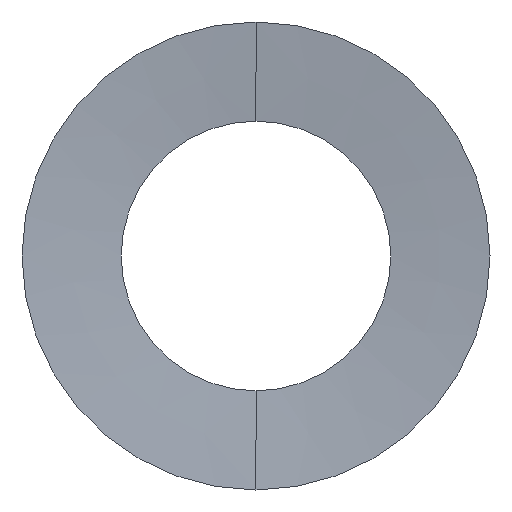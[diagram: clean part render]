
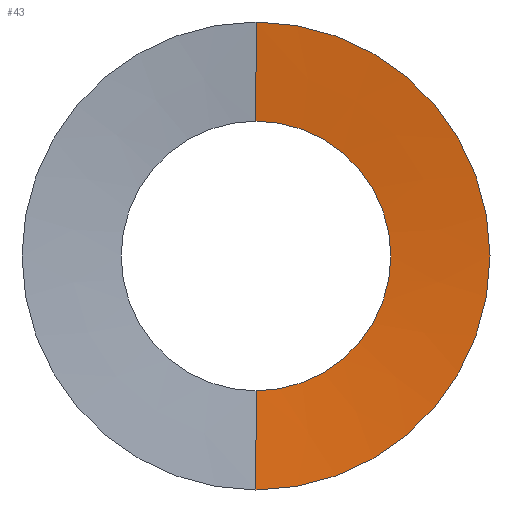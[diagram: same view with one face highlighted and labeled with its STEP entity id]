
A CAD part, left-side view. The second image highlights one B-rep face of the part: STEP entity #43.
In plain terms, the highlighted conical face has half-angle 84.211 degrees and reference radius 4.6 mm.
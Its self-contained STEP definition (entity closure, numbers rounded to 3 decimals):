
#4 = CARTESIAN_POINT ( 'NONE',  ( -0.65, 0., 4.6 ) ) ;
#6 = ORIENTED_EDGE ( 'NONE', *, *, #252, .F. ) ;
#10 = CARTESIAN_POINT ( 'NONE',  ( -0.65, 0., -4.6 ) ) ;
#26 = VECTOR ( 'NONE', #148, 1000. ) ;
#32 = ORIENTED_EDGE ( 'NONE', *, *, #143, .T. ) ;
#34 = CARTESIAN_POINT ( 'NONE',  ( -0.65, 0., 0. ) ) ;
#43 = ADVANCED_FACE ( 'NONE', ( #136 ), #247, .F. ) ;
#53 = AXIS2_PLACEMENT_3D ( 'NONE', #34, #116, #59 ) ;
#59 = DIRECTION ( 'NONE',  ( 0., 0., 1. ) ) ;
#65 = VECTOR ( 'NONE', #70, 1000. ) ;
#68 = CARTESIAN_POINT ( 'NONE',  ( -0.65, 0., -4.6 ) ) ;
#70 = DIRECTION ( 'NONE',  ( -0.101, 0., 0.995 ) ) ;
#73 = CARTESIAN_POINT ( 'NONE',  ( -0.65, 0., 0. ) ) ;
#91 = DIRECTION ( 'NONE',  ( 1., 0., 0. ) ) ;
#92 = EDGE_CURVE ( 'NONE', #110, #151, #194, .T. ) ;
#93 = VERTEX_POINT ( 'NONE', #141 ) ;
#110 = VERTEX_POINT ( 'NONE', #123 ) ;
#116 = DIRECTION ( 'NONE',  ( -1., 0., 0. ) ) ;
#123 = CARTESIAN_POINT ( 'NONE',  ( -0.452, 0., 2.65 ) ) ;
#136 = FACE_OUTER_BOUND ( 'NONE', #154, .T. ) ;
#140 = CIRCLE ( 'NONE', #174, 4.6 ) ;
#141 = CARTESIAN_POINT ( 'NONE',  ( -0.65, 0., 4.6 ) ) ;
#143 = EDGE_CURVE ( 'NONE', #151, #192, #240, .T. ) ;
#144 = CARTESIAN_POINT ( 'NONE',  ( -0.452, 0., 0. ) ) ;
#148 = DIRECTION ( 'NONE',  ( -0.101, 0., -0.995 ) ) ;
#150 = LINE ( 'NONE', #4, #65 ) ;
#151 = VERTEX_POINT ( 'NONE', #220 ) ;
#154 = EDGE_LOOP ( 'NONE', ( #170, #32, #6, #157 ) ) ;
#157 = ORIENTED_EDGE ( 'NONE', *, *, #203, .F. ) ;
#160 = AXIS2_PLACEMENT_3D ( 'NONE', #144, #164, #161 ) ;
#161 = DIRECTION ( 'NONE',  ( 0., 0., -1. ) ) ;
#164 = DIRECTION ( 'NONE',  ( 1., 0., 0. ) ) ;
#170 = ORIENTED_EDGE ( 'NONE', *, *, #92, .T. ) ;
#174 = AXIS2_PLACEMENT_3D ( 'NONE', #73, #91, #205 ) ;
#192 = VERTEX_POINT ( 'NONE', #10 ) ;
#194 = CIRCLE ( 'NONE', #160, 2.65 ) ;
#203 = EDGE_CURVE ( 'NONE', #110, #93, #150, .T. ) ;
#205 = DIRECTION ( 'NONE',  ( 0., 0., -1. ) ) ;
#220 = CARTESIAN_POINT ( 'NONE',  ( -0.452, 0., -2.65 ) ) ;
#240 = LINE ( 'NONE', #68, #26 ) ;
#247 = CONICAL_SURFACE ( 'NONE', #53, 4.6, 1.47 ) ;
#252 = EDGE_CURVE ( 'NONE', #93, #192, #140, .T. ) ;
